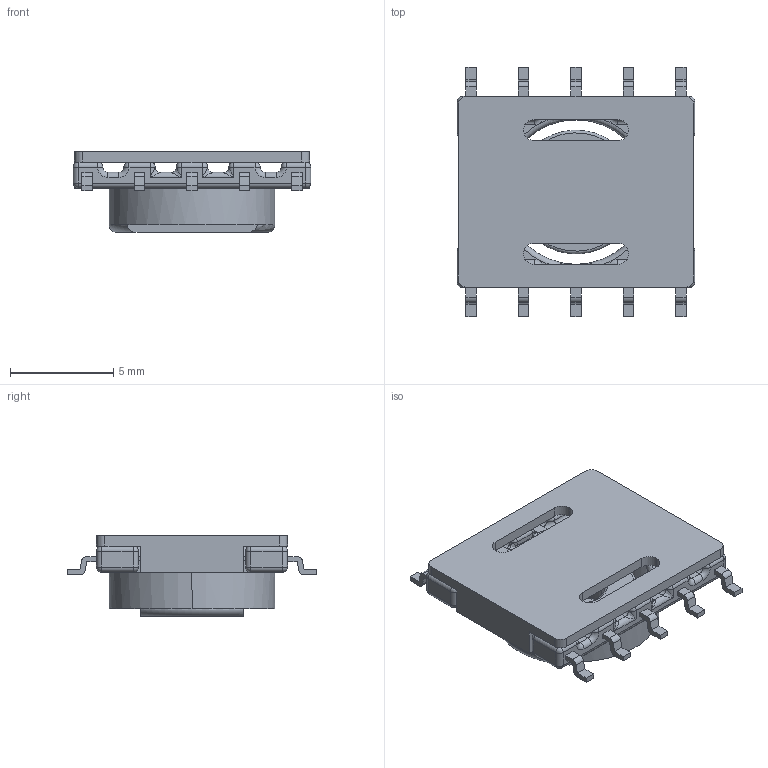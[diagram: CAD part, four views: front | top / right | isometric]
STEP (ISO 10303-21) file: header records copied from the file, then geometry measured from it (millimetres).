
FILE_DESCRIPTION(/* description */ ('Unknown'),/* implementation_level */ '2;1');
FILE_NAME(/* name */ 'T_Wurth_WE-PPTM-1212TB',/* time_stamp */ '2025-12-25T16:56:43+08:00',/* author */ ('Unknown'),/* organization */ ('Unknown'),/* preprocessor_version */ 'ST-DEVELOPER v19.4',/* originating_system */ 'Solid Edge',/* authorisation */ 'Unknown');
FILE_SCHEMA (('AUTOMOTIVE_DESIGN {1 0 10303 214 3 1 1}'));
Length unit declared in the file: millimetre
Products named in the file (2): T_Wurth_WE-PPTM-1212TB
Assembly tree (1 placements, depth 2):
  T_Wurth_WE-PPTM-1212TB
    T_Wurth_WE-PPTM-1212TB
Bounding box: 11.5 x 12.07 x 3.9 mm (x, y, z)
Volume: 187.4 mm3; surface area: 653.7 mm2
Topology: 1 solids, 1 shells, 422 faces, 1099 edges, 622 vertices
Faces by surface type: plane 173, cylinder 139, sphere 44, torus 38, bspline 28
Entity records: 16774 total; most frequent: CARTESIAN_POINT 3842, DIRECTION 2091, ORIENTED_EDGE 2078, EDGE_CURVE 1039, AXIS2_PLACEMENT_3D 737, VERTEX_POINT 622, LINE 617, VECTOR 617
